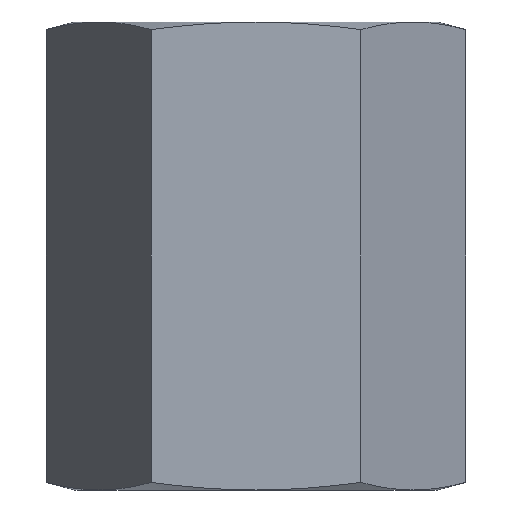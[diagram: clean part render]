
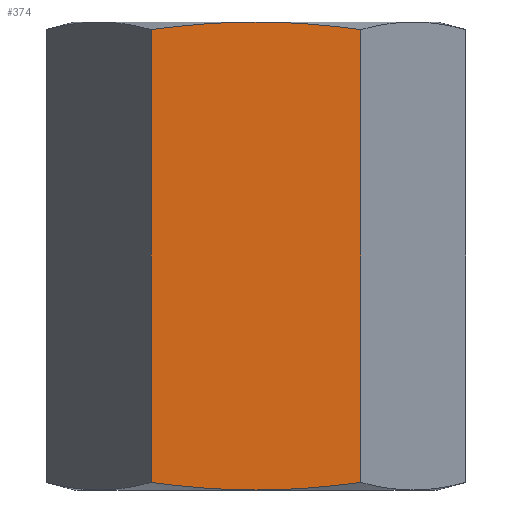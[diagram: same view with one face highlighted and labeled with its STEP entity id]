
A CAD part, left-side view. The second image highlights one B-rep face of the part: STEP entity #374.
In plain terms, the highlighted planar face has unit normal (-1, 0, 0).
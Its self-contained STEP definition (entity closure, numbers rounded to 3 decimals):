
#25=LINE('',#640,#31);
#26=LINE('',#652,#32);
#31=VECTOR('',#489,1000.);
#32=VECTOR('',#490,1000.);
#38=PLANE('',#422);
#93=ORIENTED_EDGE('',*,*,#170,.T.);
#94=ORIENTED_EDGE('',*,*,#173,.T.);
#95=ORIENTED_EDGE('',*,*,#189,.F.);
#96=ORIENTED_EDGE('',*,*,#190,.T.);
#97=ORIENTED_EDGE('',*,*,#191,.T.);
#98=ORIENTED_EDGE('',*,*,#192,.T.);
#170=EDGE_CURVE('',#221,#222,#254,.T.);
#173=EDGE_CURVE('',#222,#224,#256,.T.);
#189=EDGE_CURVE('',#234,#224,#25,.T.);
#190=EDGE_CURVE('',#234,#235,#266,.T.);
#191=EDGE_CURVE('',#235,#236,#267,.T.);
#192=EDGE_CURVE('',#236,#221,#26,.T.);
#221=VERTEX_POINT('',#569);
#222=VERTEX_POINT('',#570);
#224=VERTEX_POINT('',#582);
#234=VERTEX_POINT('',#641);
#235=VERTEX_POINT('',#646);
#236=VERTEX_POINT('',#651);
#254=B_SPLINE_CURVE_WITH_KNOTS('',3,(#565,#566,#567,#568),.UNSPECIFIED.,
 .F.,.F.,(4,4),(0.012,0.017),.UNSPECIFIED.);
#256=B_SPLINE_CURVE_WITH_KNOTS('',3,(#578,#579,#580,#581),.UNSPECIFIED.,
 .F.,.F.,(4,4),(0.017,0.023),.UNSPECIFIED.);
#266=B_SPLINE_CURVE_WITH_KNOTS('',3,(#642,#643,#644,#645),.UNSPECIFIED.,
 .F.,.F.,(4,4),(0.012,0.017),.UNSPECIFIED.);
#267=B_SPLINE_CURVE_WITH_KNOTS('',3,(#647,#648,#649,#650),.UNSPECIFIED.,
 .F.,.F.,(4,4),(0.017,0.023),.UNSPECIFIED.);
#286=EDGE_LOOP('',(#93,#94,#95,#96,#97,#98));
#324=FACE_BOUND('',#286,.T.);
#374=ADVANCED_FACE('',(#324),#38,.T.);
#422=AXIS2_PLACEMENT_3D('',#639,#487,#488);
#487=DIRECTION('',(-1.,0.,0.));
#488=DIRECTION('',(0.,0.,1.));
#489=DIRECTION('',(0.,0.,1.));
#490=DIRECTION('',(0.,0.,1.));
#565=CARTESIAN_POINT('',(-9.5,-5.485,-0.394));
#566=CARTESIAN_POINT('',(-9.5,-3.671,-0.151));
#567=CARTESIAN_POINT('',(-9.5,-1.845,0.));
#568=CARTESIAN_POINT('',(-9.5,0.,0.));
#569=CARTESIAN_POINT('',(-9.5,-5.485,-0.394));
#570=CARTESIAN_POINT('',(-9.5,0.,0.));
#578=CARTESIAN_POINT('',(-9.5,0.,0.));
#579=CARTESIAN_POINT('',(-9.5,1.82,0.));
#580=CARTESIAN_POINT('',(-9.5,3.666,-0.15));
#581=CARTESIAN_POINT('',(-9.5,5.485,-0.394));
#582=CARTESIAN_POINT('',(-9.5,5.485,-0.394));
#639=CARTESIAN_POINT('',(-9.5,5.485,-24.5));
#640=CARTESIAN_POINT('',(-9.5,5.485,-24.5));
#641=CARTESIAN_POINT('',(-9.5,5.485,-24.106));
#642=CARTESIAN_POINT('',(-9.5,5.485,-24.106));
#643=CARTESIAN_POINT('',(-9.5,3.671,-24.349));
#644=CARTESIAN_POINT('',(-9.5,1.845,-24.5));
#645=CARTESIAN_POINT('',(-9.5,0.,-24.5));
#646=CARTESIAN_POINT('',(-9.5,0.,-24.5));
#647=CARTESIAN_POINT('',(-9.5,0.,-24.5));
#648=CARTESIAN_POINT('',(-9.5,-1.82,-24.5));
#649=CARTESIAN_POINT('',(-9.5,-3.666,-24.35));
#650=CARTESIAN_POINT('',(-9.5,-5.485,-24.106));
#651=CARTESIAN_POINT('',(-9.5,-5.485,-24.106));
#652=CARTESIAN_POINT('',(-9.5,-5.485,-24.5));
